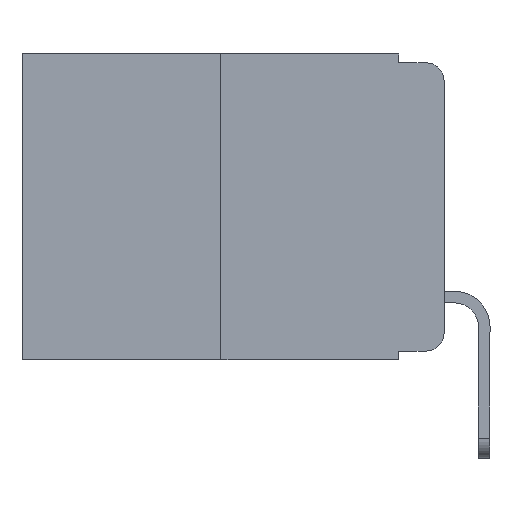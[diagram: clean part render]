
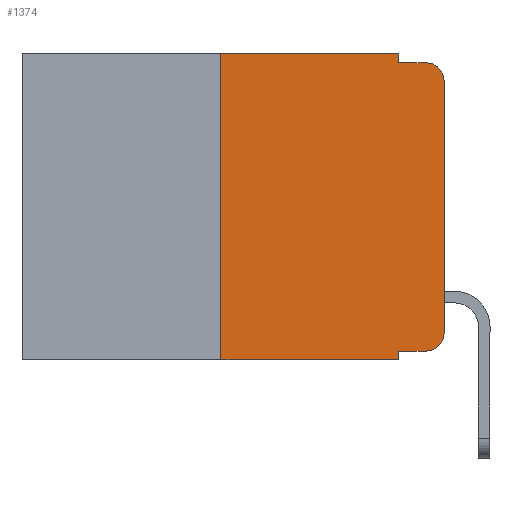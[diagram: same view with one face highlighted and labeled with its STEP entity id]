
A CAD part, left-side view. The second image highlights one B-rep face of the part: STEP entity #1374.
In plain terms, the highlighted planar face has unit normal (-1, 0, 0).
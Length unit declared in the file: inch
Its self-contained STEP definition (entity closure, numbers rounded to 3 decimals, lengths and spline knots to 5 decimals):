
#39 = EDGE_CURVE ( 'NONE', #799, #10850, #9170, .T. ) ;
#189 = EDGE_CURVE ( 'NONE', #2886, #799, #4138, .T. ) ;
#267 = DIRECTION ( 'NONE',  ( 0., 0., 1. ) ) ;
#272 = DIRECTION ( 'NONE',  ( 0., -1., 0. ) ) ;
#307 = EDGE_LOOP ( 'NONE', ( #2710, #2656, #2610, #2447, #2368, #2152, #2031, #1840, #11845, #9977 ) ) ;
#353 = AXIS2_PLACEMENT_3D ( 'NONE', #3277, #10100, #11482 ) ;
#391 = EDGE_CURVE ( 'NONE', #11872, #2907, #10062, .T. ) ;
#533 = EDGE_CURVE ( 'NONE', #7766, #10968, #10431, .T. ) ;
#630 = AXIS2_PLACEMENT_3D ( 'NONE', #1991, #9115, #12207 ) ;
#688 = EDGE_CURVE ( 'NONE', #7766, #787, #1628, .T. ) ;
#707 = EDGE_CURVE ( 'NONE', #787, #11501, #10548, .T. ) ;
#787 = VERTEX_POINT ( 'NONE', #6167 ) ;
#799 = VERTEX_POINT ( 'NONE', #11258 ) ;
#860 = CARTESIAN_POINT ( 'NONE',  ( 0., 0.051, 0. ) ) ;
#1103 = VERTEX_POINT ( 'NONE', #11022 ) ;
#1374 = ADVANCED_FACE ( 'NONE', ( #4615 ), #5432, .F. ) ;
#1628 = LINE ( 'NONE', #5698, #3538 ) ;
#1786 = VECTOR ( 'NONE', #272, 39.37008 ) ;
#1840 = ORIENTED_EDGE ( 'NONE', *, *, #533, .F. ) ;
#1991 = CARTESIAN_POINT ( 'NONE',  ( 0., 0.02, -0.313 ) ) ;
#2012 = CARTESIAN_POINT ( 'NONE',  ( 0., 0.473, -0.343 ) ) ;
#2031 = ORIENTED_EDGE ( 'NONE', *, *, #6855, .T. ) ;
#2145 = VECTOR ( 'NONE', #267, 39.37008 ) ;
#2152 = ORIENTED_EDGE ( 'NONE', *, *, #391, .F. ) ;
#2280 = CARTESIAN_POINT ( 'NONE',  ( 0., 0., 0. ) ) ;
#2368 = ORIENTED_EDGE ( 'NONE', *, *, #5737, .F. ) ;
#2447 = ORIENTED_EDGE ( 'NONE', *, *, #189, .F. ) ;
#2610 = ORIENTED_EDGE ( 'NONE', *, *, #39, .F. ) ;
#2656 = ORIENTED_EDGE ( 'NONE', *, *, #12364, .T. ) ;
#2710 = ORIENTED_EDGE ( 'NONE', *, *, #12056, .T. ) ;
#2886 = VERTEX_POINT ( 'NONE', #8667 ) ;
#2907 = VERTEX_POINT ( 'NONE', #8763 ) ;
#3277 = CARTESIAN_POINT ( 'NONE',  ( 0., 0.473, 0. ) ) ;
#3321 = LINE ( 'NONE', #2012, #12156 ) ;
#3414 = DIRECTION ( 'NONE',  ( 0., 0., 1. ) ) ;
#3538 = VECTOR ( 'NONE', #10153, 39.37008 ) ;
#4138 = LINE ( 'NONE', #860, #9031 ) ;
#4615 = FACE_OUTER_BOUND ( 'NONE', #307, .T. ) ;
#5310 = DIRECTION ( 'NONE',  ( -1., 0., 0. ) ) ;
#5432 = PLANE ( 'NONE',  #353 ) ;
#5579 = CARTESIAN_POINT ( 'NONE',  ( 0., 0.02, -0.01 ) ) ;
#5604 = AXIS2_PLACEMENT_3D ( 'NONE', #10651, #5310, #11397 ) ;
#5656 = CARTESIAN_POINT ( 'NONE',  ( 0., 0.051, -0.01 ) ) ;
#5698 = CARTESIAN_POINT ( 'NONE',  ( 0., 0.051, -0.333 ) ) ;
#5737 = EDGE_CURVE ( 'NONE', #2907, #2886, #9798, .T. ) ;
#6167 = CARTESIAN_POINT ( 'NONE',  ( 0., 0.02, -0.333 ) ) ;
#6473 = LINE ( 'NONE', #2280, #10784 ) ;
#6855 = EDGE_CURVE ( 'NONE', #11872, #10968, #3321, .T. ) ;
#7156 = CARTESIAN_POINT ( 'NONE',  ( 0., 0.25, -0.343 ) ) ;
#7766 = VERTEX_POINT ( 'NONE', #11486 ) ;
#7948 = CIRCLE ( 'NONE', #5604, 0.02 ) ;
#8433 = CARTESIAN_POINT ( 'NONE',  ( 0., 0.051, 0. ) ) ;
#8667 = CARTESIAN_POINT ( 'NONE',  ( 0., 0.051, 0. ) ) ;
#8763 = CARTESIAN_POINT ( 'NONE',  ( 0., 0.25, 0. ) ) ;
#9031 = VECTOR ( 'NONE', #10094, 39.37008 ) ;
#9115 = DIRECTION ( 'NONE',  ( -1., 0., 0. ) ) ;
#9170 = LINE ( 'NONE', #5656, #9464 ) ;
#9324 = DIRECTION ( 'NONE',  ( 0., 0., -1. ) ) ;
#9333 = CARTESIAN_POINT ( 'NONE',  ( 0., 0.051, -0.343 ) ) ;
#9464 = VECTOR ( 'NONE', #10477, 39.37008 ) ;
#9798 = LINE ( 'NONE', #11907, #1786 ) ;
#9977 = ORIENTED_EDGE ( 'NONE', *, *, #707, .T. ) ;
#10062 = LINE ( 'NONE', #12359, #2145 ) ;
#10094 = DIRECTION ( 'NONE',  ( 0., 0., -1. ) ) ;
#10100 = DIRECTION ( 'NONE',  ( 1., 0., 0. ) ) ;
#10153 = DIRECTION ( 'NONE',  ( 0., -1., 0. ) ) ;
#10431 = LINE ( 'NONE', #8433, #12409 ) ;
#10477 = DIRECTION ( 'NONE',  ( 0., -1., 0. ) ) ;
#10548 = CIRCLE ( 'NONE', #630, 0.02 ) ;
#10651 = CARTESIAN_POINT ( 'NONE',  ( 0., 0.02, -0.03 ) ) ;
#10727 = DIRECTION ( 'NONE',  ( 0., -1., 0. ) ) ;
#10784 = VECTOR ( 'NONE', #3414, 39.37008 ) ;
#10850 = VERTEX_POINT ( 'NONE', #5579 ) ;
#10968 = VERTEX_POINT ( 'NONE', #9333 ) ;
#11022 = CARTESIAN_POINT ( 'NONE',  ( 0., 0., -0.03 ) ) ;
#11258 = CARTESIAN_POINT ( 'NONE',  ( 0., 0.051, -0.01 ) ) ;
#11397 = DIRECTION ( 'NONE',  ( 0., 0., -1. ) ) ;
#11482 = DIRECTION ( 'NONE',  ( 0., 0., -1. ) ) ;
#11486 = CARTESIAN_POINT ( 'NONE',  ( 0., 0.051, -0.333 ) ) ;
#11501 = VERTEX_POINT ( 'NONE', #12225 ) ;
#11845 = ORIENTED_EDGE ( 'NONE', *, *, #688, .T. ) ;
#11872 = VERTEX_POINT ( 'NONE', #7156 ) ;
#11907 = CARTESIAN_POINT ( 'NONE',  ( 0., 0.473, 0. ) ) ;
#12056 = EDGE_CURVE ( 'NONE', #11501, #1103, #6473, .T. ) ;
#12156 = VECTOR ( 'NONE', #10727, 39.37008 ) ;
#12207 = DIRECTION ( 'NONE',  ( 0., 0., -1. ) ) ;
#12225 = CARTESIAN_POINT ( 'NONE',  ( 0., 0., -0.313 ) ) ;
#12359 = CARTESIAN_POINT ( 'NONE',  ( 0., 0.25, 0. ) ) ;
#12364 = EDGE_CURVE ( 'NONE', #1103, #10850, #7948, .T. ) ;
#12409 = VECTOR ( 'NONE', #9324, 39.37008 ) ;
